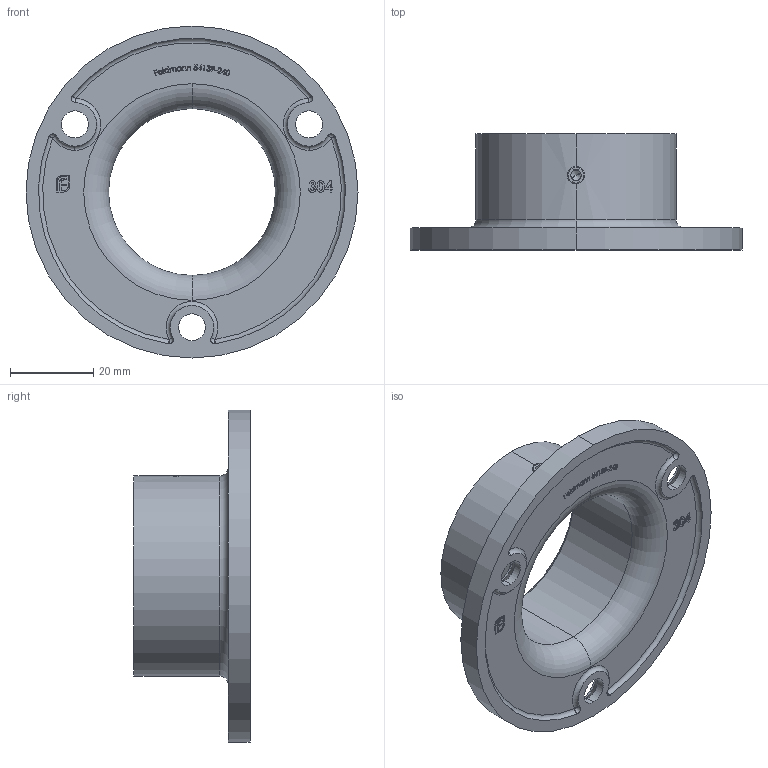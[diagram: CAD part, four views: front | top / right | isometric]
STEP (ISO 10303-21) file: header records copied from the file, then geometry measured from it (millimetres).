
FILE_DESCRIPTION (( 'STEP AP203' ), '1' );
FILE_NAME ('54139-240.step', '2021-04-30T09:56:30', ( '' ), ( '' ), 'SwSTEP 2.0', 'SolidWorks 2018', '' );
FILE_SCHEMA (( 'CONFIG_CONTROL_DESIGN' ));
Length unit declared in the file: millimetre
Products named in the file (6): DIN913_DIN 913 M5x4; 541XX-240 Teil1; 541XX-240 Teil1_54139-240 Teil1; 54139-240; DIN913
Assembly tree (3 placements, depth 2):
  541XX-240 Teil1
  54139-240
    541XX-240 Teil1_54139-240 Teil1
    DIN913_DIN 913 M5x4
  54139-240
    DIN913
Bounding box: 80 x 28 x 80 mm (x, y, z)
Volume: 27884.3 mm3; surface area: 15578.7 mm2
Topology: 2 solids, 2 shells, 388 faces, 1035 edges, 677 vertices
Faces by surface type: plane 195, bspline 137, cylinder 22, cone 14, torus 12, sphere 8
Entity records: 20442 total; most frequent: CARTESIAN_POINT 11120, ORIENTED_EDGE 2048, DIRECTION 1364, EDGE_CURVE 1024, VERTEX_POINT 671, VECTOR 640, LINE 640, EDGE_LOOP 429
